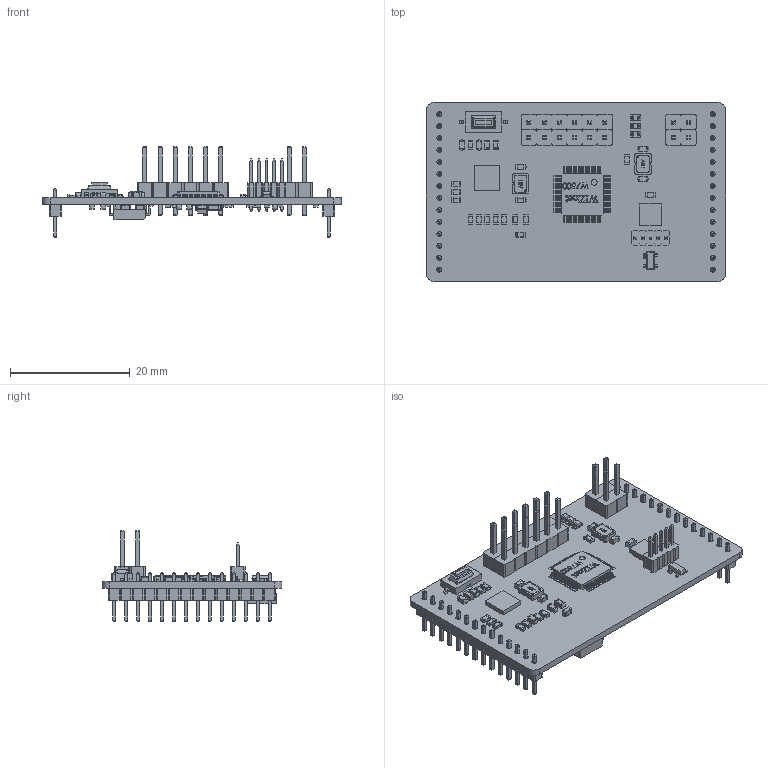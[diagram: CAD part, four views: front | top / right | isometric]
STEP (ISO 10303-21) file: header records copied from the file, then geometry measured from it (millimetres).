
FILE_DESCRIPTION(('Open CASCADE Model'),'2;1');
FILE_NAME('Open CASCADE Shape Model','2018-01-18T17:48:19',('Author'),( 'Open CASCADE'),'Open CASCADE STEP processor 6.8','Open CASCADE 6.8' ,'Unknown');
FILE_SCHEMA(('AUTOMOTIVE_DESIGN { 1 0 10303 214 1 1 1 1 }'));
Length unit declared in the file: millimetre
Products named in the file (100): PCB; Board; Y2; User_Library-ABRACON_ASE; Y1; U6; User_Library-SOT23-5-2; U5; User_Library-SOIC-8-2; U4; 860970064; Extruded; U3; QFN14; U2; User_Library-sot143; U1; W7500-48PIN; 4; PIN; SW1; User_Library-Tact_switch_1181_2; R23; User_Library-Resistors0603; R22; R21; R20; R19; R18; R17; R16; R15; R14; R13; R12; R11; R10; R9; R8; R7 ...
Assembly tree (209 placements, depth 4):
  PCB
    Board
    Y2
      User_Library-ABRACON_ASE
    Y1
      User_Library-ABRACON_ASE
    U6
      User_Library-SOT23-5-2
    U5
      User_Library-SOIC-8-2
    U4
      860970064
        Extruded
    U3
      QFN14
    U2
      User_Library-sot143
    U1
      W7500-48PIN
        4
        PIN  x64
    SW1
      User_Library-Tact_switch_1181_2
    R23
      User_Library-Resistors0603
    R22
      User_Library-Resistors0603
    R21
      User_Library-Resistors0603
    R20
      User_Library-Resistors0603
    R19
      User_Library-Resistors0603
    R18
      User_Library-Resistors0603
    R17
      User_Library-Resistors0603
    R16
      User_Library-Resistors0603
    R15
      User_Library-Resistors0603
    R14
      User_Library-Resistors0603
    R13
      User_Library-Resistors0603
    R12
      User_Library-Resistors0603
    R11
      User_Library-Resistors0603
    R10
      User_Library-Resistors0603
    R9
      User_Library-Resistors0603
    R8
      User_Library-Resistors0603
    R7
      User_Library-Resistors0603
    R6
      User_Library-Resistors0603
    R5
Bounding box: 50 x 30 x 15.16 mm (x, y, z)
Volume: 2524.7 mm3; surface area: 6072.9 mm2
Topology: 246 solids, 246 shells, 6221 faces, 14738 edges, 8488 vertices
Faces by surface type: plane 2906, cylinder 1960, sphere 698, bspline 657
Full cylindrical faces by diameter (mm): 0.7 x5, 0.8 x28, 0.914 x16, 1 x1
Entity records: 74392 total; most frequent: CARTESIAN_POINT 17096, ORIENTED_EDGE 9430, DIRECTION 8989, EDGE_CURVE 4715, LINE 3443, VECTOR 3443, VERTEX_POINT 2990, AXIS2_PLACEMENT_3D 2773
